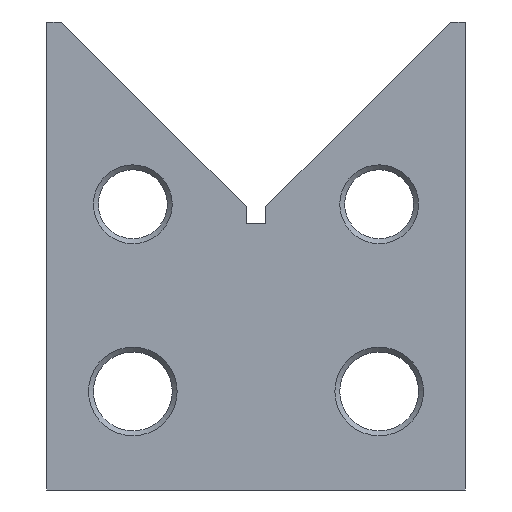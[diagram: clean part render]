
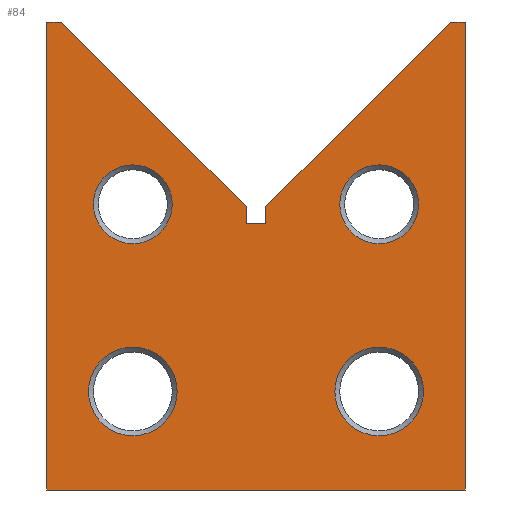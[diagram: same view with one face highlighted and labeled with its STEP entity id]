
A CAD part, left-side view. The second image highlights one B-rep face of the part: STEP entity #84.
In plain terms, the highlighted planar face has unit normal (-1, 0, 0).
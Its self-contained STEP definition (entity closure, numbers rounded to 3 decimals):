
#84 = ADVANCED_FACE( '', ( #130, #131, #132, #133, #134 ), #135, .F. );
#130 = FACE_BOUND( '', #216, .T. );
#131 = FACE_BOUND( '', #217, .T. );
#132 = FACE_BOUND( '', #218, .T. );
#133 = FACE_BOUND( '', #219, .T. );
#134 = FACE_OUTER_BOUND( '', #220, .T. );
#135 = PLANE( '', #221 );
#216 = EDGE_LOOP( '', ( #350 ) );
#217 = EDGE_LOOP( '', ( #351 ) );
#218 = EDGE_LOOP( '', ( #352 ) );
#219 = EDGE_LOOP( '', ( #353 ) );
#220 = EDGE_LOOP( '', ( #354, #355, #356, #357, #358, #359, #360, #361, #362, #363 ) );
#221 = AXIS2_PLACEMENT_3D( '', #364, #365, #366 );
#350 = ORIENTED_EDGE( '', *, *, #524, .T. );
#351 = ORIENTED_EDGE( '', *, *, #513, .T. );
#352 = ORIENTED_EDGE( '', *, *, #525, .T. );
#353 = ORIENTED_EDGE( '', *, *, #526, .T. );
#354 = ORIENTED_EDGE( '', *, *, #527, .T. );
#355 = ORIENTED_EDGE( '', *, *, #528, .T. );
#356 = ORIENTED_EDGE( '', *, *, #492, .F. );
#357 = ORIENTED_EDGE( '', *, *, #510, .F. );
#358 = ORIENTED_EDGE( '', *, *, #523, .F. );
#359 = ORIENTED_EDGE( '', *, *, #515, .F. );
#360 = ORIENTED_EDGE( '', *, *, #521, .F. );
#361 = ORIENTED_EDGE( '', *, *, #529, .T. );
#362 = ORIENTED_EDGE( '', *, *, #530, .T. );
#363 = ORIENTED_EDGE( '', *, *, #531, .T. );
#364 = CARTESIAN_POINT( '', ( -30., -42.5, -47.5 ) );
#365 = DIRECTION( '', ( 1., 0., 0. ) );
#366 = DIRECTION( '', ( 0., 1., 0. ) );
#492 = EDGE_CURVE( '', #552, #554, #555, .T. );
#510 = EDGE_CURVE( '', #586, #552, #588, .T. );
#513 = EDGE_CURVE( '', #593, #593, #594, .T. );
#515 = EDGE_CURVE( '', #595, #597, #598, .T. );
#521 = EDGE_CURVE( '', #606, #595, #608, .T. );
#523 = EDGE_CURVE( '', #597, #586, #610, .T. );
#524 = EDGE_CURVE( '', #611, #611, #612, .T. );
#525 = EDGE_CURVE( '', #613, #613, #614, .T. );
#526 = EDGE_CURVE( '', #615, #615, #616, .T. );
#527 = EDGE_CURVE( '', #617, #618, #619, .T. );
#528 = EDGE_CURVE( '', #618, #554, #620, .T. );
#529 = EDGE_CURVE( '', #606, #621, #622, .T. );
#530 = EDGE_CURVE( '', #621, #623, #624, .T. );
#531 = EDGE_CURVE( '', #623, #617, #625, .T. );
#552 = VERTEX_POINT( '', #658 );
#554 = VERTEX_POINT( '', #661 );
#555 = LINE( '', #662, #663 );
#586 = VERTEX_POINT( '', #706 );
#588 = LINE( '', #709, #710 );
#593 = VERTEX_POINT( '', #715 );
#594 = CIRCLE( '', #716, 8. );
#595 = VERTEX_POINT( '', #717 );
#597 = VERTEX_POINT( '', #720 );
#598 = LINE( '', #721, #722 );
#606 = VERTEX_POINT( '', #733 );
#608 = LINE( '', #736, #737 );
#610 = LINE( '', #740, #741 );
#611 = VERTEX_POINT( '', #742 );
#612 = CIRCLE( '', #743, 8. );
#613 = VERTEX_POINT( '', #744 );
#614 = CIRCLE( '', #745, 9. );
#615 = VERTEX_POINT( '', #746 );
#616 = CIRCLE( '', #747, 9. );
#617 = VERTEX_POINT( '', #748 );
#618 = VERTEX_POINT( '', #749 );
#619 = LINE( '', #750, #751 );
#620 = LINE( '', #752, #753 );
#621 = VERTEX_POINT( '', #754 );
#622 = LINE( '', #755, #756 );
#623 = VERTEX_POINT( '', #757 );
#624 = LINE( '', #758, #759 );
#625 = LINE( '', #760, #761 );
#658 = CARTESIAN_POINT( '', ( -30., 42.5, 47.5 ) );
#661 = CARTESIAN_POINT( '', ( -30., 39.5, 47.5 ) );
#662 = CARTESIAN_POINT( '', ( -30., 42.5, 47.5 ) );
#663 = VECTOR( '', #798, 1000. );
#706 = CARTESIAN_POINT( '', ( -30., 42.5, -47.5 ) );
#709 = CARTESIAN_POINT( '', ( -30., 42.5, -47.5 ) );
#710 = VECTOR( '', #824, 1000. );
#715 = CARTESIAN_POINT( '', ( -30., 33., 10.5 ) );
#716 = AXIS2_PLACEMENT_3D( '', #831, #832, #833 );
#717 = CARTESIAN_POINT( '', ( -30., -42.5, 47.5 ) );
#720 = CARTESIAN_POINT( '', ( -30., -42.5, -47.5 ) );
#721 = CARTESIAN_POINT( '', ( -30., -42.5, 47.5 ) );
#722 = VECTOR( '', #835, 1000. );
#733 = CARTESIAN_POINT( '', ( -30., -39.5, 47.5 ) );
#736 = CARTESIAN_POINT( '', ( -30., 42.5, 47.5 ) );
#737 = VECTOR( '', #843, 1000. );
#740 = CARTESIAN_POINT( '', ( -30., -42.5, -47.5 ) );
#741 = VECTOR( '', #845, 1000. );
#742 = CARTESIAN_POINT( '', ( -30., -17., 10.5 ) );
#743 = AXIS2_PLACEMENT_3D( '', #846, #847, #848 );
#744 = CARTESIAN_POINT( '', ( -30., -16., -27.5 ) );
#745 = AXIS2_PLACEMENT_3D( '', #849, #850, #851 );
#746 = CARTESIAN_POINT( '', ( -30., 34., -27.5 ) );
#747 = AXIS2_PLACEMENT_3D( '', #852, #853, #854 );
#748 = CARTESIAN_POINT( '', ( -30., 2., 6.5 ) );
#749 = CARTESIAN_POINT( '', ( -30., 2., 10. ) );
#750 = CARTESIAN_POINT( '', ( -30., 2., 6.5 ) );
#751 = VECTOR( '', #855, 1000. );
#752 = CARTESIAN_POINT( '', ( -30., 2., 10. ) );
#753 = VECTOR( '', #856, 1000. );
#754 = CARTESIAN_POINT( '', ( -30., -2., 10. ) );
#755 = CARTESIAN_POINT( '', ( -30., -39.5, 47.5 ) );
#756 = VECTOR( '', #857, 1000. );
#757 = CARTESIAN_POINT( '', ( -30., -2., 6.5 ) );
#758 = CARTESIAN_POINT( '', ( -30., -2., 10. ) );
#759 = VECTOR( '', #858, 1000. );
#760 = CARTESIAN_POINT( '', ( -30., -2., 6.5 ) );
#761 = VECTOR( '', #859, 1000. );
#798 = DIRECTION( '', ( 0., -1., 0. ) );
#824 = DIRECTION( '', ( 0., 0., 1. ) );
#831 = CARTESIAN_POINT( '', ( -30., 25., 10.5 ) );
#832 = DIRECTION( '', ( 1., 0., 0. ) );
#833 = DIRECTION( '', ( 0., 1., 0. ) );
#835 = DIRECTION( '', ( 0., 0., -1. ) );
#843 = DIRECTION( '', ( 0., -1., 0. ) );
#845 = DIRECTION( '', ( 0., 1., 0. ) );
#846 = CARTESIAN_POINT( '', ( -30., -25., 10.5 ) );
#847 = DIRECTION( '', ( 1., 0., 0. ) );
#848 = DIRECTION( '', ( 0., 1., 0. ) );
#849 = CARTESIAN_POINT( '', ( -30., -25., -27.5 ) );
#850 = DIRECTION( '', ( 1., 0., 0. ) );
#851 = DIRECTION( '', ( 0., 1., 0. ) );
#852 = CARTESIAN_POINT( '', ( -30., 25., -27.5 ) );
#853 = DIRECTION( '', ( 1., 0., 0. ) );
#854 = DIRECTION( '', ( 0., 1., 0. ) );
#855 = DIRECTION( '', ( 0., 0., 1. ) );
#856 = DIRECTION( '', ( 0., 0.707, 0.707 ) );
#857 = DIRECTION( '', ( 0., 0.707, -0.707 ) );
#858 = DIRECTION( '', ( 0., 0., -1. ) );
#859 = DIRECTION( '', ( 0., 1., 0. ) );
